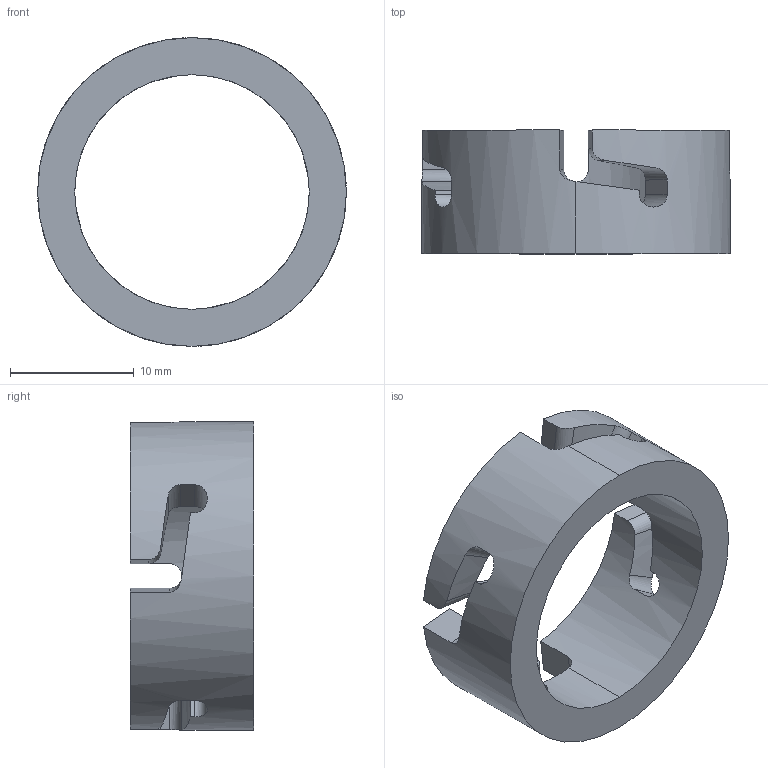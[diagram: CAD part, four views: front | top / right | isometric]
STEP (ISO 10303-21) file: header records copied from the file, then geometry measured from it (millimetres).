
FILE_DESCRIPTION (( 'STEP AP203' ), '1' );
FILE_NAME ('Lock02.STEP', '2024-10-23T17:46:51', ( '' ), ( '' ), 'SwSTEP 2.0', 'SolidWorks 2024', '' );
FILE_SCHEMA (( 'CONFIG_CONTROL_DESIGN' ));
Length unit declared in the file: millimetre
Products named in the file (1): Lock02
Bounding box: 25 x 10 x 25 mm (x, y, z)
Volume: 1791.5 mm3; surface area: 1855.8 mm2
Topology: 1 solids, 1 shells, 49 faces, 144 edges, 96 vertices
Faces by surface type: bspline 24, plane 21, cylinder 4
Entity records: 2075 total; most frequent: CARTESIAN_POINT 922, ORIENTED_EDGE 288, EDGE_CURVE 144, DIRECTION 120, VERTEX_POINT 96, B_SPLINE_CURVE_WITH_KNOTS 88, EDGE_LOOP 50, FACE_OUTER_BOUND 49
